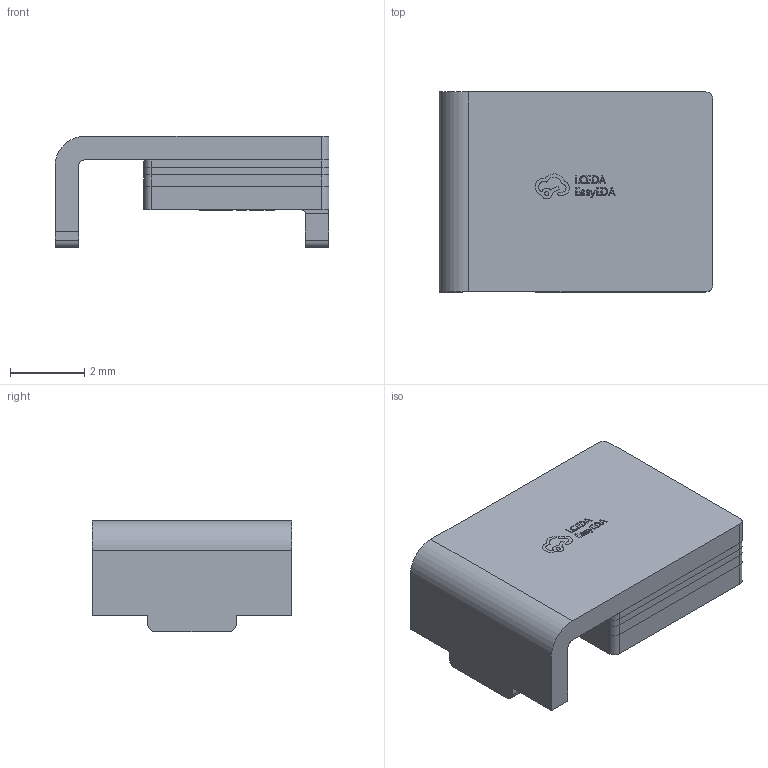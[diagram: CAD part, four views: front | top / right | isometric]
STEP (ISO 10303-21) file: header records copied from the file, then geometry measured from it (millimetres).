
FILE_DESCRIPTION (( 'STEP AP214' ), '1' );
FILE_NAME ('FUSE-SMD_L7.4-W5.4.step', '2022-06-28T10:42:49', ( '' ), ( '' ), 'SwSTEP 2.0', 'SolidWorks 2020', '' );
FILE_SCHEMA (( 'AUTOMOTIVE_DESIGN' ));
Length unit declared in the file: millimetre
Products named in the file (1): FUSE-SMD_L7.4-W5.4
Bounding box: 7.4 x 5.4 x 3 mm (x, y, z)
Volume: 69 mm3; surface area: 368.1 mm2
Topology: 5 solids, 5 shells, 357 faces, 955 edges, 634 vertices
Faces by surface type: plane 217, bspline 112, cylinder 28
Entity records: 16250 total; most frequent: CARTESIAN_POINT 4051, ORIENTED_EDGE 1910, DIRECTION 1275, EDGE_CURVE 955, VECTOR 671, LINE 671, VERTEX_POINT 634, EDGE_LOOP 383
